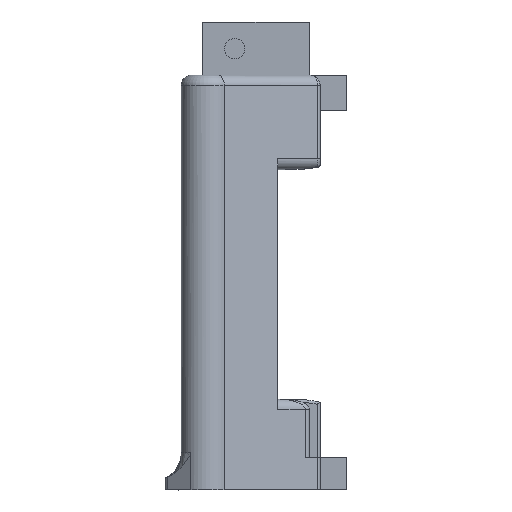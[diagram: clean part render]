
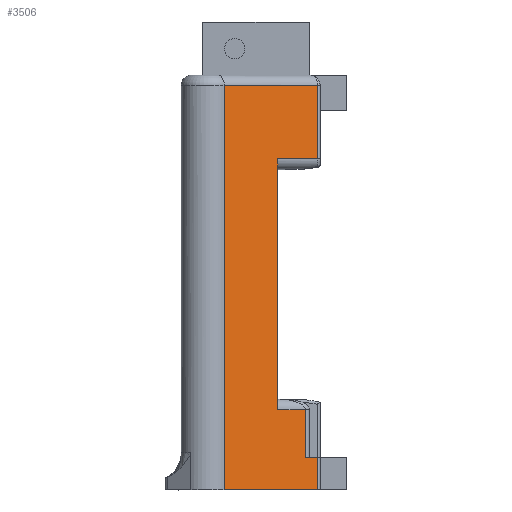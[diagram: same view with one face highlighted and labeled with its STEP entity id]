
A CAD part, front view. The second image highlights one B-rep face of the part: STEP entity #3506.
In plain terms, the highlighted planar face has unit normal (0.221, -0.975, 0).
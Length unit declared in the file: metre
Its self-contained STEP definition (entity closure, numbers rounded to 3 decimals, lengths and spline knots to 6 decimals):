
#589=ORIENTED_EDGE('',*,*,#1599,.T.);
#590=ORIENTED_EDGE('',*,*,#1661,.T.);
#591=ORIENTED_EDGE('',*,*,#1638,.T.);
#592=ORIENTED_EDGE('',*,*,#1662,.T.);
#593=ORIENTED_EDGE('',*,*,#1663,.T.);
#594=ORIENTED_EDGE('',*,*,#1664,.T.);
#595=ORIENTED_EDGE('',*,*,#1665,.T.);
#596=ORIENTED_EDGE('',*,*,#1666,.T.);
#597=ORIENTED_EDGE('',*,*,#1667,.T.);
#598=ORIENTED_EDGE('',*,*,#1484,.T.);
#1484=EDGE_CURVE('',#2027,#2026,#2368,.T.);
#1599=EDGE_CURVE('',#2026,#2131,#2459,.T.);
#1638=EDGE_CURVE('',#2171,#2170,#2485,.T.);
#1661=EDGE_CURVE('',#2131,#2171,#2501,.F.);
#1662=EDGE_CURVE('',#2170,#2190,#2502,.F.);
#1663=EDGE_CURVE('',#2190,#2191,#2503,.T.);
#1664=EDGE_CURVE('',#2191,#2192,#2504,.T.);
#1665=EDGE_CURVE('',#2192,#2193,#2505,.F.);
#1666=EDGE_CURVE('',#2193,#2194,#2506,.F.);
#1667=EDGE_CURVE('',#2194,#2027,#2507,.F.);
#2026=VERTEX_POINT('',#5047);
#2027=VERTEX_POINT('',#5049);
#2131=VERTEX_POINT('',#5292);
#2170=VERTEX_POINT('',#5399);
#2171=VERTEX_POINT('',#5401);
#2190=VERTEX_POINT('',#5450);
#2191=VERTEX_POINT('',#5452);
#2192=VERTEX_POINT('',#5454);
#2193=VERTEX_POINT('',#5456);
#2194=VERTEX_POINT('',#5458);
#2368=LINE('',#5048,#2664);
#2459=LINE('',#5293,#2755);
#2485=LINE('',#5400,#2781);
#2501=LINE('',#5448,#2797);
#2502=LINE('',#5449,#2798);
#2503=LINE('',#5451,#2799);
#2504=LINE('',#5453,#2800);
#2505=LINE('',#5455,#2801);
#2506=LINE('',#5457,#2802);
#2507=LINE('',#5459,#2803);
#2664=VECTOR('',#4061,1.);
#2755=VECTOR('',#4224,1.);
#2781=VECTOR('',#4262,1.);
#2797=VECTOR('',#4296,1.);
#2798=VECTOR('',#4297,1.);
#2799=VECTOR('',#4298,1.);
#2800=VECTOR('',#4299,1.);
#2801=VECTOR('',#4300,1.);
#2802=VECTOR('',#4301,1.);
#2803=VECTOR('',#4302,1.);
#2977=EDGE_LOOP('',(#589,#590,#591,#592,#593,#594,#595,#596,#597,#598));
#3200=FACE_BOUND('',#2977,.T.);
#3418=PLANE('',#3760);
#3506=ADVANCED_FACE('',(#3200),#3418,.F.);
#3760=AXIS2_PLACEMENT_3D('',#5447,#4294,#4295);
#4061=DIRECTION('',(0.,0.,-1.));
#4224=DIRECTION('',(0.975,0.221,0.));
#4262=DIRECTION('',(-0.975,-0.221,0.));
#4294=DIRECTION('',(-0.221,0.975,0.));
#4295=DIRECTION('',(-0.975,-0.221,0.));
#4296=DIRECTION('',(0.,0.,-1.));
#4297=DIRECTION('',(0.,0.,-1.));
#4298=DIRECTION('',(-0.975,-0.221,0.));
#4299=DIRECTION('',(0.,0.,1.));
#4300=DIRECTION('',(-0.975,-0.221,0.));
#4301=DIRECTION('',(0.,0.,-1.));
#4302=DIRECTION('',(0.975,0.221,0.));
#5047=CARTESIAN_POINT('',(0.003502,-0.034909,-0.082657));
#5048=CARTESIAN_POINT('',(0.003502,-0.034909,-0.00494));
#5049=CARTESIAN_POINT('',(0.003502,-0.034909,-0.00694));
#5292=CARTESIAN_POINT('',(0.021058,-0.030931,-0.082657));
#5293=CARTESIAN_POINT('',(0.012475,-0.032876,-0.082657));
#5399=CARTESIAN_POINT('',(0.018655,-0.031475,-0.076657));
#5400=CARTESIAN_POINT('',(0.018107,-0.031599,-0.076657));
#5401=CARTESIAN_POINT('',(0.021058,-0.030931,-0.076657));
#5447=CARTESIAN_POINT('',(0.012475,-0.032876,-0.00494));
#5448=CARTESIAN_POINT('',(0.021058,-0.030931,-0.00494));
#5449=CARTESIAN_POINT('',(0.018655,-0.031475,-0.00494));
#5450=CARTESIAN_POINT('',(0.018655,-0.031475,-0.067657));
#5451=CARTESIAN_POINT('',(0.012475,-0.032876,-0.067657));
#5452=CARTESIAN_POINT('',(0.013546,-0.032633,-0.067657));
#5453=CARTESIAN_POINT('',(0.013546,-0.032633,-0.00494));
#5454=CARTESIAN_POINT('',(0.013546,-0.032633,-0.020657));
#5455=CARTESIAN_POINT('',(0.021448,-0.030843,-0.020657));
#5456=CARTESIAN_POINT('',(0.021058,-0.030931,-0.020657));
#5457=CARTESIAN_POINT('',(0.021058,-0.030931,-0.00494));
#5458=CARTESIAN_POINT('',(0.021058,-0.030931,-0.00694));
#5459=CARTESIAN_POINT('',(0.003502,-0.034909,-0.00694));
